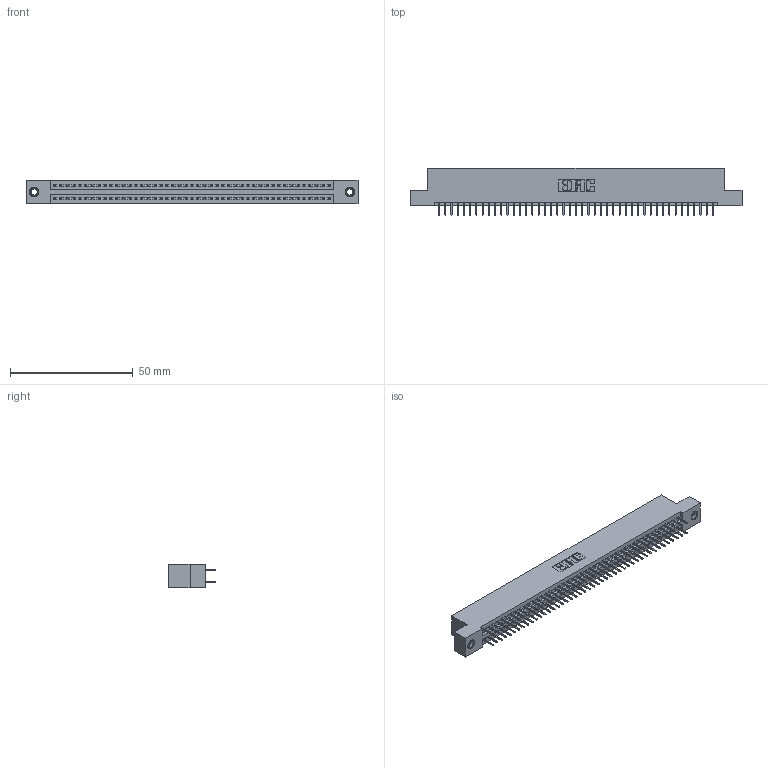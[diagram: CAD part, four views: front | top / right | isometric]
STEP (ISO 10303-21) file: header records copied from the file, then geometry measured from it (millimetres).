
FILE_DESCRIPTION (( 'STEP AP203' ), '1' );
FILE_NAME ('345-090-524-207.STEP', '2019-11-01T15:24:34', ( '' ), ( '' ), 'SwSTEP 2.0', 'SolidWorks 2016', '' );
FILE_SCHEMA (( 'CONFIG_CONTROL_DESIGN' ));
Length unit declared in the file: inch
Products named in the file (4): 345-090-524-207; 345 Part_Flush Mounting Lugs - 0.156 Dia-TI; 345-292-001_345-293-124; 345-250-001_345-250-005-103
Assembly tree (93 placements, depth 2):
  345-090-524-207
    345 Part_Flush Mounting Lugs - 0.156 Dia-TI
    345-292-001_345-293-124  x90
    345-250-001_345-250-005-103  x2
Bounding box: 135.51 x 19.35 x 9.4 mm (x, y, z)
Volume: 13041.6 mm3; surface area: 19004.1 mm2
Topology: 93 solids, 93 shells, 5046 faces, 14247 edges, 9130 vertices
Faces by surface type: plane 3622, cylinder 1408, cone 12, torus 4
Entity records: 36164 total; most frequent: CARTESIAN_POINT 6039, ORIENTED_EDGE 5966, DIRECTION 5349, EDGE_CURVE 2983, VECTOR 2655, LINE 2655, VERTEX_POINT 1980, AXIS2_PLACEMENT_3D 1347
